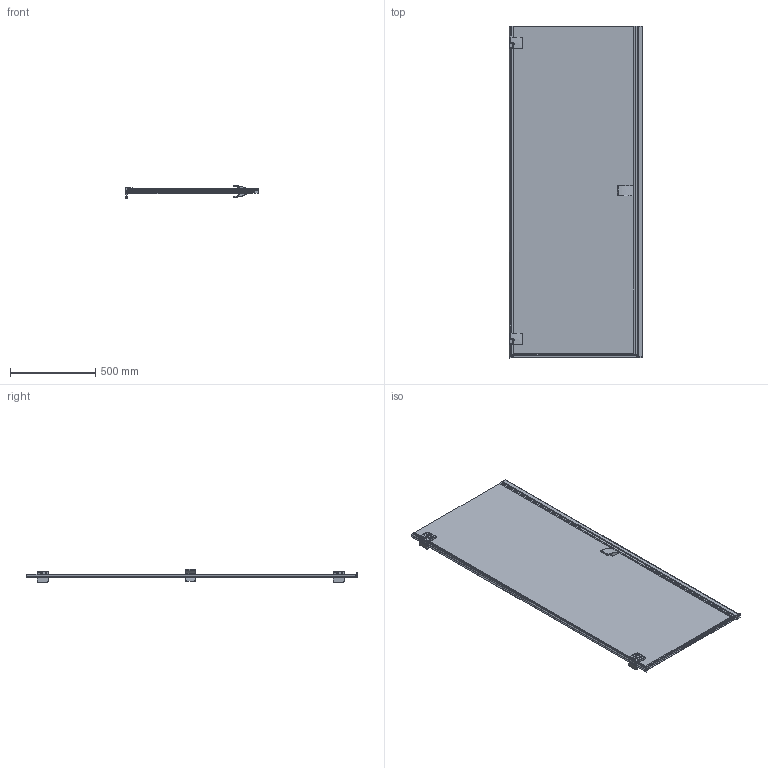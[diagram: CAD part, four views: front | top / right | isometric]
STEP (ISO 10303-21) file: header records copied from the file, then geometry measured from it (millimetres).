
FILE_DESCRIPTION (( 'STEP AP214' ), '1' );
FILE_NAME ('aqe80xl-780x1950.STEP', '2020-04-20T01:40:57', ( '' ), ( '' ), 'SwSTEP 2.0', 'SolidWorks 2016', '' );
FILE_SCHEMA (( 'AUTOMOTIVE_DESIGN' ));
Length unit declared in the file: millimetre
Products named in the file (1): aqe80xl-780x1950
Bounding box: 782.29 x 1951.5 x 77.3 mm (x, y, z)
Volume: 12994143.6 mm3; surface area: 3431808.6 mm2
Topology: 1 solids, 37 shells, 1513 faces, 4277 edges, 2750 vertices
Faces by surface type: plane 827, cylinder 424, bspline 256, cone 6
Entity records: 77360 total; most frequent: CARTESIAN_POINT 26023, ORIENTED_EDGE 8532, DIRECTION 6593, EDGE_CURVE 4266, VERTEX_POINT 2750, VECTOR 2261, LINE 2261, AXIS2_PLACEMENT_3D 2166
